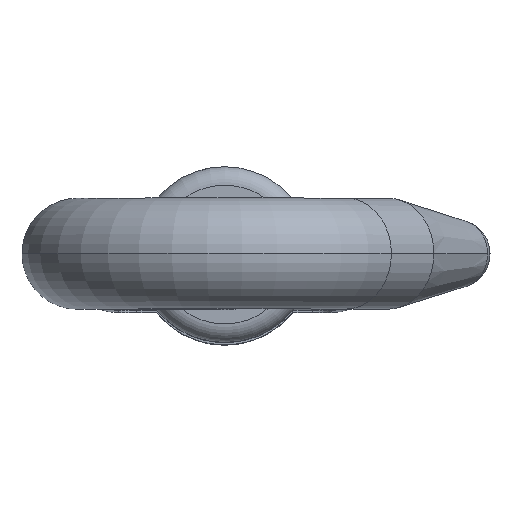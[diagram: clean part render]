
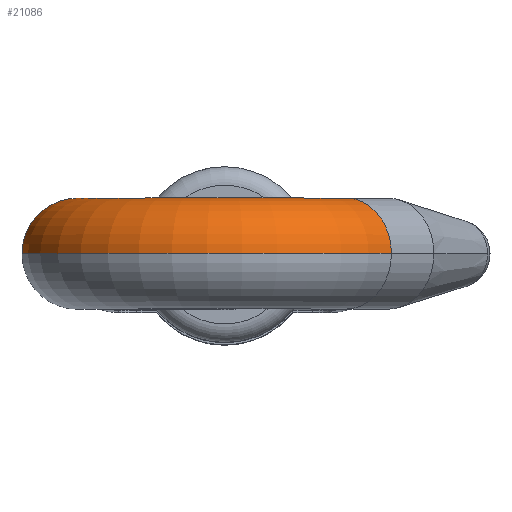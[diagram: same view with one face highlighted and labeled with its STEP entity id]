
A CAD part, top view. The second image highlights one B-rep face of the part: STEP entity #21086.
In plain terms, the highlighted toroidal (fillet/blend) face has major radius 8 mm and minor radius 3 mm.
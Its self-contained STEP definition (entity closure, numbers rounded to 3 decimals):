
#1942 = EDGE_CURVE ( 'NONE', #22582, #16993, #12244, .T. ) ;
#2353 = FACE_OUTER_BOUND ( 'NONE', #5634, .T. ) ;
#2621 = DIRECTION ( 'NONE',  ( 0., 0., 1. ) ) ;
#2809 = VERTEX_POINT ( 'NONE', #15405 ) ;
#3183 = EDGE_CURVE ( 'NONE', #7256, #16993, #5519, .T. ) ;
#5519 = CIRCLE ( 'NONE', #23654, 3. ) ;
#5634 = EDGE_LOOP ( 'NONE', ( #16218, #25044, #10986, #24715 ) ) ;
#6167 = DIRECTION ( 'NONE',  ( 0., 0., 1. ) ) ;
#6771 = CIRCLE ( 'NONE', #10999, 3. ) ;
#7256 = VERTEX_POINT ( 'NONE', #18463 ) ;
#7518 = DIRECTION ( 'NONE',  ( 0.574, 0., -0.819 ) ) ;
#8647 = DIRECTION ( 'NONE',  ( -0.574, 0., 0.819 ) ) ;
#9268 = EDGE_CURVE ( 'NONE', #2809, #22582, #6771, .T. ) ;
#9950 = EDGE_CURVE ( 'NONE', #2809, #7256, #11018, .T. ) ;
#10986 = ORIENTED_EDGE ( 'NONE', *, *, #3183, .T. ) ;
#10999 = AXIS2_PLACEMENT_3D ( 'NONE', #25496, #25370, #7518 ) ;
#11018 = CIRCLE ( 'NONE', #25746, 11. ) ;
#12244 = CIRCLE ( 'NONE', #20672, 5. ) ;
#13728 = DIRECTION ( 'NONE',  ( 0., 0., 1. ) ) ;
#14040 = AXIS2_PLACEMENT_3D ( 'NONE', #14640, #20720, #2621 ) ;
#14640 = CARTESIAN_POINT ( 'NONE',  ( -60.839, 0., 0. ) ) ;
#15334 = DIRECTION ( 'NONE',  ( 0., 1., 0. ) ) ;
#15405 = CARTESIAN_POINT ( 'NONE',  ( -54.53, 0., -9.011 ) ) ;
#15845 = CARTESIAN_POINT ( 'NONE',  ( -60.839, 0., 0. ) ) ;
#16218 = ORIENTED_EDGE ( 'NONE', *, *, #9268, .F. ) ;
#16841 = DIRECTION ( 'NONE',  ( -0.819, 0., -0.574 ) ) ;
#16993 = VERTEX_POINT ( 'NONE', #19266 ) ;
#18463 = CARTESIAN_POINT ( 'NONE',  ( -67.149, 0., 9.011 ) ) ;
#19266 = CARTESIAN_POINT ( 'NONE',  ( -63.707, 0., 4.096 ) ) ;
#20406 = CARTESIAN_POINT ( 'NONE',  ( -65.428, 0., 6.553 ) ) ;
#20672 = AXIS2_PLACEMENT_3D ( 'NONE', #15845, #15334, #13728 ) ;
#20720 = DIRECTION ( 'NONE',  ( 0., 1., 0. ) ) ;
#20727 = CARTESIAN_POINT ( 'NONE',  ( -57.971, 0., -4.096 ) ) ;
#21086 = ADVANCED_FACE ( 'NONE', ( #2353 ), #25445, .T. ) ;
#22536 = DIRECTION ( 'NONE',  ( 0., 1., 0. ) ) ;
#22582 = VERTEX_POINT ( 'NONE', #20727 ) ;
#23654 = AXIS2_PLACEMENT_3D ( 'NONE', #20406, #16841, #8647 ) ;
#24280 = CARTESIAN_POINT ( 'NONE',  ( -60.839, 0., 0. ) ) ;
#24715 = ORIENTED_EDGE ( 'NONE', *, *, #1942, .F. ) ;
#25044 = ORIENTED_EDGE ( 'NONE', *, *, #9950, .T. ) ;
#25370 = DIRECTION ( 'NONE',  ( 0.819, 0., 0.574 ) ) ;
#25445 = TOROIDAL_SURFACE ( 'NONE', #14040, 8., 3. ) ;
#25496 = CARTESIAN_POINT ( 'NONE',  ( -56.251, 0., -6.553 ) ) ;
#25746 = AXIS2_PLACEMENT_3D ( 'NONE', #24280, #22536, #6167 ) ;
